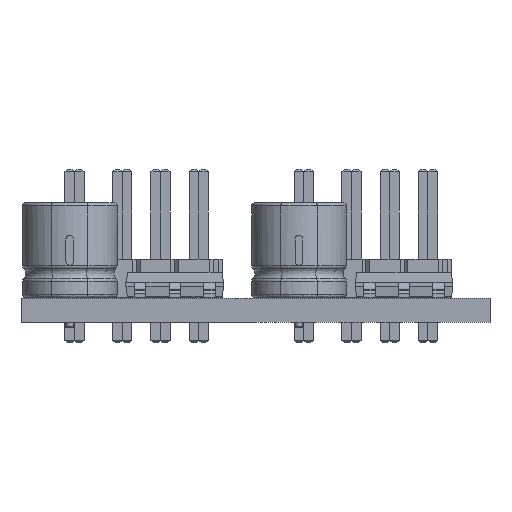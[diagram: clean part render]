
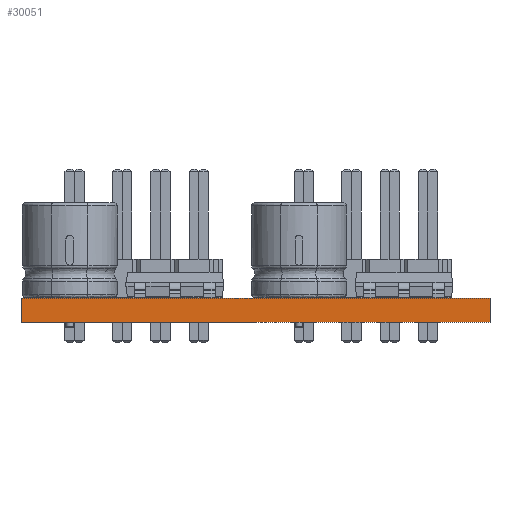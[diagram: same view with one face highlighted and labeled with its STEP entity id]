
A CAD part, left-side view. The second image highlights one B-rep face of the part: STEP entity #30051.
In plain terms, the highlighted planar face has unit normal (-1, 0, 0).
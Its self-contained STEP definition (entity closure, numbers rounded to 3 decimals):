
#29935 = EDGE_CURVE('',#29936,#29938,#29940,.T.);
#29936 = VERTEX_POINT('',#29937);
#29937 = CARTESIAN_POINT('',(-36.513,15.558,0.));
#29938 = VERTEX_POINT('',#29939);
#29939 = CARTESIAN_POINT('',(-36.513,15.558,1.6));
#29940 = SURFACE_CURVE('',#29941,(#29945,#29957),.PCURVE_S1.);
#29941 = LINE('',#29942,#29943);
#29942 = CARTESIAN_POINT('',(-36.513,15.558,0.));
#29943 = VECTOR('',#29944,1.);
#29944 = DIRECTION('',(0.,0.,1.));
#29945 = PCURVE('',#29946,#29951);
#29946 = PLANE('',#29947);
#29947 = AXIS2_PLACEMENT_3D('',#29948,#29949,#29950);
#29948 = CARTESIAN_POINT('',(-36.513,15.558,0.));
#29949 = DIRECTION('',(0.,1.,0.));
#29950 = DIRECTION('',(1.,0.,0.));
#29951 = DEFINITIONAL_REPRESENTATION('',(#29952),#29956);
#29952 = LINE('',#29953,#29954);
#29953 = CARTESIAN_POINT('',(0.,0.));
#29954 = VECTOR('',#29955,1.);
#29955 = DIRECTION('',(0.,-1.));
#29956 = ( GEOMETRIC_REPRESENTATION_CONTEXT(2) 
PARAMETRIC_REPRESENTATION_CONTEXT() REPRESENTATION_CONTEXT('2D SPACE',''
  ) );
#29957 = PCURVE('',#29958,#29963);
#29958 = PLANE('',#29959);
#29959 = AXIS2_PLACEMENT_3D('',#29960,#29961,#29962);
#29960 = CARTESIAN_POINT('',(-36.513,-15.558,0.));
#29961 = DIRECTION('',(-1.,0.,0.));
#29962 = DIRECTION('',(0.,1.,0.));
#29963 = DEFINITIONAL_REPRESENTATION('',(#29964),#29968);
#29964 = LINE('',#29965,#29966);
#29965 = CARTESIAN_POINT('',(31.115,0.));
#29966 = VECTOR('',#29967,1.);
#29967 = DIRECTION('',(0.,-1.));
#29968 = ( GEOMETRIC_REPRESENTATION_CONTEXT(2) 
PARAMETRIC_REPRESENTATION_CONTEXT() REPRESENTATION_CONTEXT('2D SPACE',''
  ) );
#29986 = PLANE('',#29987);
#29987 = AXIS2_PLACEMENT_3D('',#29988,#29989,#29990);
#29988 = CARTESIAN_POINT('',(0.,0.,
    1.6));
#29989 = DIRECTION('',(0.,0.,-1.));
#29990 = DIRECTION('',(-1.,0.,0.));
#30040 = PLANE('',#30041);
#30041 = AXIS2_PLACEMENT_3D('',#30042,#30043,#30044);
#30042 = CARTESIAN_POINT('',(0.,0.,
    0.));
#30043 = DIRECTION('',(0.,0.,-1.));
#30044 = DIRECTION('',(-1.,0.,0.));
#30051 = ADVANCED_FACE('',(#30052),#29958,.T.);
#30052 = FACE_BOUND('',#30053,.T.);
#30053 = EDGE_LOOP('',(#30054,#30084,#30105,#30106));
#30054 = ORIENTED_EDGE('',*,*,#30055,.T.);
#30055 = EDGE_CURVE('',#30056,#30058,#30060,.T.);
#30056 = VERTEX_POINT('',#30057);
#30057 = CARTESIAN_POINT('',(-36.513,-15.558,0.));
#30058 = VERTEX_POINT('',#30059);
#30059 = CARTESIAN_POINT('',(-36.513,-15.558,1.6));
#30060 = SURFACE_CURVE('',#30061,(#30065,#30072),.PCURVE_S1.);
#30061 = LINE('',#30062,#30063);
#30062 = CARTESIAN_POINT('',(-36.513,-15.558,0.));
#30063 = VECTOR('',#30064,1.);
#30064 = DIRECTION('',(0.,0.,1.));
#30065 = PCURVE('',#29958,#30066);
#30066 = DEFINITIONAL_REPRESENTATION('',(#30067),#30071);
#30067 = LINE('',#30068,#30069);
#30068 = CARTESIAN_POINT('',(0.,0.));
#30069 = VECTOR('',#30070,1.);
#30070 = DIRECTION('',(0.,-1.));
#30071 = ( GEOMETRIC_REPRESENTATION_CONTEXT(2) 
PARAMETRIC_REPRESENTATION_CONTEXT() REPRESENTATION_CONTEXT('2D SPACE',''
  ) );
#30072 = PCURVE('',#30073,#30078);
#30073 = PLANE('',#30074);
#30074 = AXIS2_PLACEMENT_3D('',#30075,#30076,#30077);
#30075 = CARTESIAN_POINT('',(36.513,-15.558,0.));
#30076 = DIRECTION('',(0.,-1.,0.));
#30077 = DIRECTION('',(-1.,0.,0.));
#30078 = DEFINITIONAL_REPRESENTATION('',(#30079),#30083);
#30079 = LINE('',#30080,#30081);
#30080 = CARTESIAN_POINT('',(73.025,0.));
#30081 = VECTOR('',#30082,1.);
#30082 = DIRECTION('',(0.,-1.));
#30083 = ( GEOMETRIC_REPRESENTATION_CONTEXT(2) 
PARAMETRIC_REPRESENTATION_CONTEXT() REPRESENTATION_CONTEXT('2D SPACE',''
  ) );
#30084 = ORIENTED_EDGE('',*,*,#30085,.T.);
#30085 = EDGE_CURVE('',#30058,#29938,#30086,.T.);
#30086 = SURFACE_CURVE('',#30087,(#30091,#30098),.PCURVE_S1.);
#30087 = LINE('',#30088,#30089);
#30088 = CARTESIAN_POINT('',(-36.513,-15.558,1.6));
#30089 = VECTOR('',#30090,1.);
#30090 = DIRECTION('',(0.,1.,0.));
#30091 = PCURVE('',#29958,#30092);
#30092 = DEFINITIONAL_REPRESENTATION('',(#30093),#30097);
#30093 = LINE('',#30094,#30095);
#30094 = CARTESIAN_POINT('',(0.,-1.6));
#30095 = VECTOR('',#30096,1.);
#30096 = DIRECTION('',(1.,0.));
#30097 = ( GEOMETRIC_REPRESENTATION_CONTEXT(2) 
PARAMETRIC_REPRESENTATION_CONTEXT() REPRESENTATION_CONTEXT('2D SPACE',''
  ) );
#30098 = PCURVE('',#29986,#30099);
#30099 = DEFINITIONAL_REPRESENTATION('',(#30100),#30104);
#30100 = LINE('',#30101,#30102);
#30101 = CARTESIAN_POINT('',(36.513,-15.558));
#30102 = VECTOR('',#30103,1.);
#30103 = DIRECTION('',(0.,1.));
#30104 = ( GEOMETRIC_REPRESENTATION_CONTEXT(2) 
PARAMETRIC_REPRESENTATION_CONTEXT() REPRESENTATION_CONTEXT('2D SPACE',''
  ) );
#30105 = ORIENTED_EDGE('',*,*,#29935,.F.);
#30106 = ORIENTED_EDGE('',*,*,#30107,.F.);
#30107 = EDGE_CURVE('',#30056,#29936,#30108,.T.);
#30108 = SURFACE_CURVE('',#30109,(#30113,#30120),.PCURVE_S1.);
#30109 = LINE('',#30110,#30111);
#30110 = CARTESIAN_POINT('',(-36.513,-15.558,0.));
#30111 = VECTOR('',#30112,1.);
#30112 = DIRECTION('',(0.,1.,0.));
#30113 = PCURVE('',#29958,#30114);
#30114 = DEFINITIONAL_REPRESENTATION('',(#30115),#30119);
#30115 = LINE('',#30116,#30117);
#30116 = CARTESIAN_POINT('',(0.,0.));
#30117 = VECTOR('',#30118,1.);
#30118 = DIRECTION('',(1.,0.));
#30119 = ( GEOMETRIC_REPRESENTATION_CONTEXT(2) 
PARAMETRIC_REPRESENTATION_CONTEXT() REPRESENTATION_CONTEXT('2D SPACE',''
  ) );
#30120 = PCURVE('',#30040,#30121);
#30121 = DEFINITIONAL_REPRESENTATION('',(#30122),#30126);
#30122 = LINE('',#30123,#30124);
#30123 = CARTESIAN_POINT('',(36.513,-15.558));
#30124 = VECTOR('',#30125,1.);
#30125 = DIRECTION('',(0.,1.));
#30126 = ( GEOMETRIC_REPRESENTATION_CONTEXT(2) 
PARAMETRIC_REPRESENTATION_CONTEXT() REPRESENTATION_CONTEXT('2D SPACE',''
  ) );
